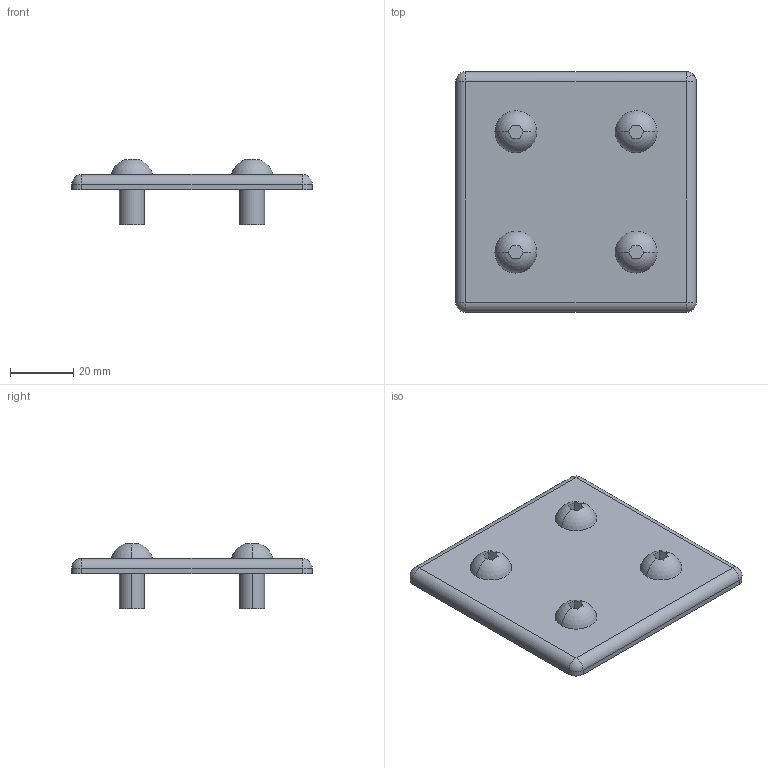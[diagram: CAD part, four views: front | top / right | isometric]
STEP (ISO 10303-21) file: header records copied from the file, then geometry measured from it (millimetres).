
FILE_DESCRIPTION((''),'2;1');
FILE_NAME('15AC7832.stp','2015-07-16T10:30:23',(''),(''),'Mechanical Desktop 2011','Mechanical Desktop 2011',', , ');
FILE_SCHEMA(('AUTOMOTIVE_DESIGN { 1 2 10303 214 1 1 1 1 }'));
Length unit declared in the file: inch
Products named in the file (1): Product
Bounding box: 76.2 x 76.2 x 20.62 mm (x, y, z)
Volume: 30495.1 mm3; surface area: 15861.6 mm2
Topology: 5 solids, 5 shells, 79 faces, 182 edges, 115 vertices
Faces by surface type: plane 37, cylinder 15, bspline 14, sphere 13
Entity records: 2434 total; most frequent: CARTESIAN_POINT 543, DIRECTION 408, ORIENTED_EDGE 360, EDGE_CURVE 180, AXIS2_PLACEMENT_3D 162, VERTEX_POINT 115, CIRCLE 96, EDGE_LOOP 91
